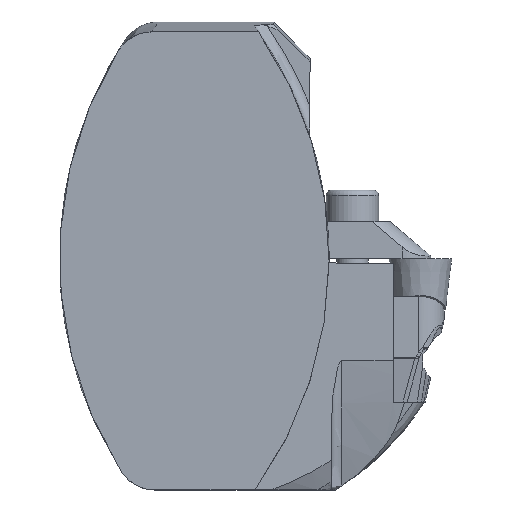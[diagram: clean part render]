
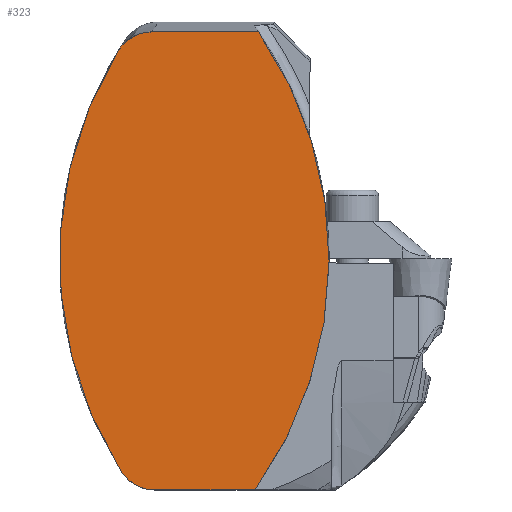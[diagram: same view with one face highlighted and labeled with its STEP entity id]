
A CAD part, top view. The second image highlights one B-rep face of the part: STEP entity #323.
In plain terms, the highlighted planar face has unit normal (0, 0, 1).
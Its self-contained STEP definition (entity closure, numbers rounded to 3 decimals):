
#211=B_SPLINE_CURVE_WITH_KNOTS('',3,(#3070,#3071,#3072,#3073),
 .UNSPECIFIED.,.F.,.F.,(4,4),(0.,1.),.UNSPECIFIED.);
#323=ADVANCED_FACE('',(#464),#398,.T.);
#398=PLANE('',#1952);
#464=FACE_OUTER_BOUND('',#563,.T.);
#563=EDGE_LOOP('',(#915,#916,#917,#918,#919,#920));
#630=CIRCLE('',#1909,60.25);
#635=CIRCLE('',#1920,60.4);
#639=CIRCLE('',#1930,6.);
#915=ORIENTED_EDGE('',*,*,#1429,.T.);
#916=ORIENTED_EDGE('',*,*,#1388,.T.);
#917=ORIENTED_EDGE('',*,*,#1425,.T.);
#918=ORIENTED_EDGE('',*,*,#1456,.T.);
#919=ORIENTED_EDGE('',*,*,#1457,.T.);
#920=ORIENTED_EDGE('',*,*,#1407,.F.);
#1214=VERTEX_POINT('',#2814);
#1215=VERTEX_POINT('',#2816);
#1226=VERTEX_POINT('',#2857);
#1227=VERTEX_POINT('',#2859);
#1234=VERTEX_POINT('',#2961);
#1251=VERTEX_POINT('',#3067);
#1388=EDGE_CURVE('',#1215,#1214,#1604,.T.);
#1407=EDGE_CURVE('',#1226,#1227,#630,.T.);
#1425=EDGE_CURVE('',#1214,#1234,#635,.T.);
#1429=EDGE_CURVE('',#1226,#1215,#639,.T.);
#1456=EDGE_CURVE('',#1234,#1251,#1640,.T.);
#1457=EDGE_CURVE('',#1251,#1227,#211,.T.);
#1604=LINE('',#2815,#1717);
#1640=LINE('',#3068,#1753);
#1717=VECTOR('',#2149,1.);
#1753=VECTOR('',#2291,1.);
#1909=AXIS2_PLACEMENT_3D('',#2858,#2181,#2182);
#1920=AXIS2_PLACEMENT_3D('',#2962,#2212,#2213);
#1930=AXIS2_PLACEMENT_3D('',#2972,#2232,#2233);
#1952=AXIS2_PLACEMENT_3D('',#3087,#2295,#2296);
#2149=DIRECTION('',(1.,0.,0.));
#2181=DIRECTION('',(0.,0.,-1.));
#2182=DIRECTION('',(0.,1.,0.));
#2212=DIRECTION('',(0.,0.,1.));
#2213=DIRECTION('',(0.,1.,0.));
#2232=DIRECTION('',(0.,0.,1.));
#2233=DIRECTION('',(0.,1.,0.));
#2291=DIRECTION('',(-1.,0.,0.));
#2295=DIRECTION('',(0.,0.,1.));
#2296=DIRECTION('',(0.,1.,0.));
#2814=CARTESIAN_POINT('',(9.226,-35.,0.));
#2815=CARTESIAN_POINT('',(-6.507,-35.,0.));
#2816=CARTESIAN_POINT('',(-5.998,-35.,0.));
#2857=CARTESIAN_POINT('',(-11.069,-32.207,0.));
#2858=CARTESIAN_POINT('',(39.85,0.,0.));
#2859=CARTESIAN_POINT('',(-11.571,31.4,0.));
#2961=CARTESIAN_POINT('',(9.704,34.318,0.));
#2962=CARTESIAN_POINT('',(-40.,0.,0.));
#2972=CARTESIAN_POINT('',(-5.998,-29.,0.));
#3067=CARTESIAN_POINT('',(-6.395,34.318,0.));
#3068=CARTESIAN_POINT('',(0.,34.318,0.));
#3070=CARTESIAN_POINT('',(-6.395,34.318,0.));
#3071=CARTESIAN_POINT('',(-8.472,34.318,0.));
#3072=CARTESIAN_POINT('',(-10.488,33.173,0.));
#3073=CARTESIAN_POINT('',(-11.571,31.4,0.));
#3087=CARTESIAN_POINT('',(-6.507,0.,0.));
